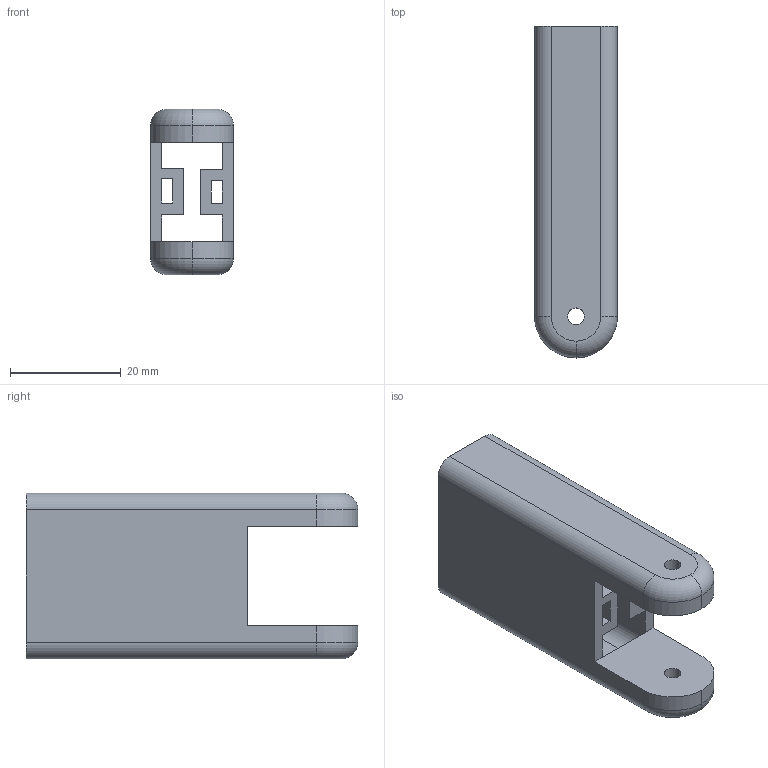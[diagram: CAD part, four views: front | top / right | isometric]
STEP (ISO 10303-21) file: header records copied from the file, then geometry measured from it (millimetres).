
FILE_DESCRIPTION (( 'STEP AP203' ), '1' );
FILE_NAME ('EndEffector1.STEP', '2021-09-03T02:57:35', ( '' ), ( '' ), 'SwSTEP 2.0', 'SolidWorks 2021', '' );
FILE_SCHEMA (( 'CONFIG_CONTROL_DESIGN' ));
Length unit declared in the file: millimetre
Products named in the file (1): EndEffector1
Bounding box: 15 x 60 x 30 mm (x, y, z)
Volume: 11565.9 mm3; surface area: 9843.9 mm2
Topology: 1 solids, 1 shells, 51 faces, 140 edges, 90 vertices
Faces by surface type: plane 31, cylinder 16, torus 4
Entity records: 1709 total; most frequent: CARTESIAN_POINT 282, DIRECTION 282, ORIENTED_EDGE 280, EDGE_CURVE 140, VECTOR 102, LINE 102, VERTEX_POINT 90, AXIS2_PLACEMENT_3D 90
